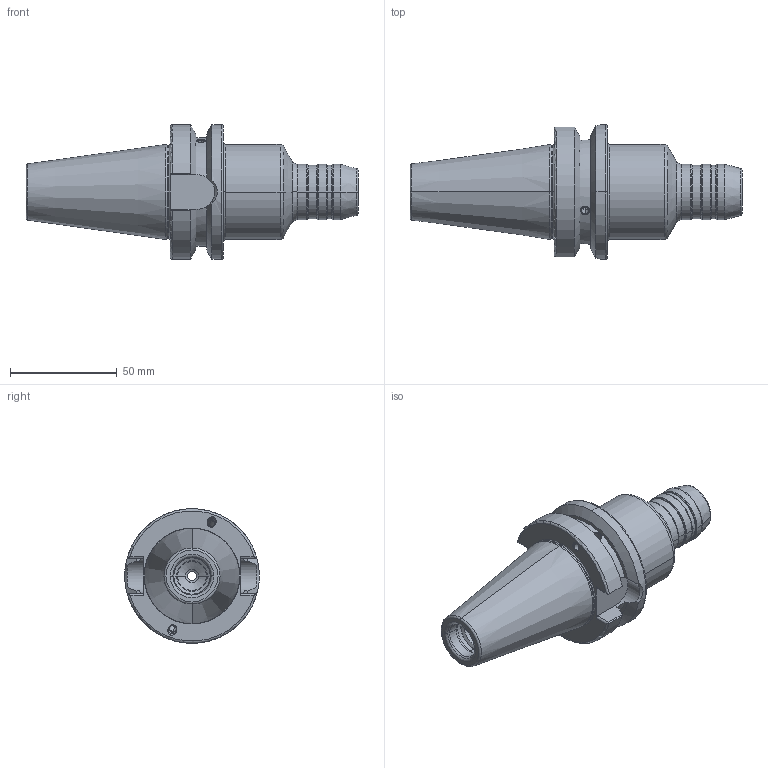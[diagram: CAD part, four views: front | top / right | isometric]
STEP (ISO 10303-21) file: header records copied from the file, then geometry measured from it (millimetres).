
FILE_DESCRIPTION((''),'2;1');
FILE_NAME('WH020-BT40ADB-HC0_25-3_54','2020-03-26T',('MYPC'),(''),'PRO/ENGINEER BY PARAMETRIC TECHNOLOGY CORPORATION, 2012130','PRO/ENGINEER BY PARAMETRIC TECHNOLOGY CORPORATION, 2012130','');
FILE_SCHEMA(('CONFIG_CONTROL_DESIGN'));
Length unit declared in the file: inch
Products named in the file (1): WH020-BT40ADB-HC0_25-3_54
Bounding box: 155.4 x 62.99 x 62.99 mm (x, y, z)
Volume: 184741.3 mm3; surface area: 30526.9 mm2
Topology: 1 solids, 5 shells, 187 faces, 440 edges, 264 vertices
Faces by surface type: cylinder 78, cone 40, torus 38, plane 31
Entity records: 5815 total; most frequent: CARTESIAN_POINT 1470, DIRECTION 960, ORIENTED_EDGE 848, EDGE_CURVE 436, AXIS2_PLACEMENT_3D 410, VERTEX_POINT 264, CIRCLE 222, EDGE_LOOP 210
